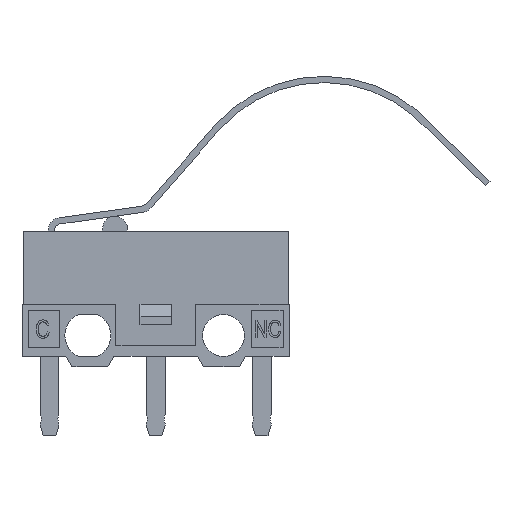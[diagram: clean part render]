
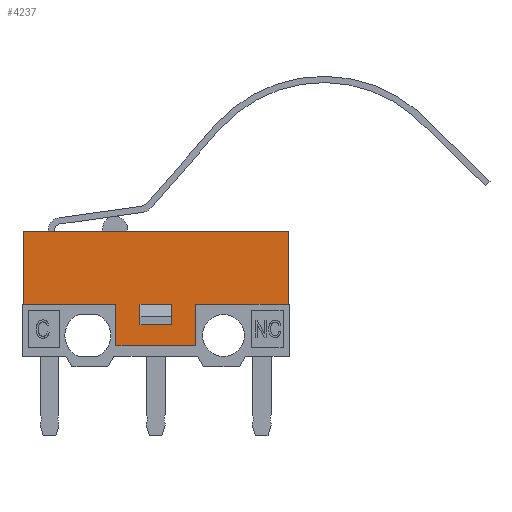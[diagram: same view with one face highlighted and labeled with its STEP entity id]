
A CAD part, front view. The second image highlights one B-rep face of the part: STEP entity #4237.
In plain terms, the highlighted planar face has unit normal (0, -1, 0).
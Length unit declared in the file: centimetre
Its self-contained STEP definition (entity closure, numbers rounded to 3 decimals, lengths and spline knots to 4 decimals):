
#87=FACE_BOUND('',#647,.T.);
#406=FACE_OUTER_BOUND('',#646,.T.);
#646=EDGE_LOOP('',(#3778,#3779,#3780,#3781,#3782,#3783,#3784,#3785));
#647=EDGE_LOOP('',(#3786,#3787,#3788,#3789,#3790,#3791));
#854=LINE('',#6022,#1357);
#865=LINE('',#6046,#1368);
#869=LINE('',#6054,#1372);
#872=LINE('',#6060,#1375);
#875=LINE('',#6066,#1378);
#882=LINE('',#6080,#1385);
#987=LINE('',#6584,#1490);
#991=LINE('',#6591,#1494);
#1053=LINE('',#6727,#1556);
#1071=LINE('',#6759,#1574);
#1140=LINE('',#6957,#1643);
#1152=LINE('',#6982,#1655);
#1156=LINE('',#6990,#1659);
#1157=LINE('',#6992,#1660);
#1357=VECTOR('',#4933,1.);
#1368=VECTOR('',#4950,1.);
#1372=VECTOR('',#4956,1.);
#1375=VECTOR('',#4961,1.);
#1378=VECTOR('',#4966,1.);
#1385=VECTOR('',#4975,1.);
#1490=VECTOR('',#5154,1.);
#1494=VECTOR('',#5160,1.);
#1556=VECTOR('',#5286,1.);
#1574=VECTOR('',#5316,1.);
#1643=VECTOR('',#5515,1.);
#1655=VECTOR('',#5545,1.);
#1659=VECTOR('',#5553,1.);
#1660=VECTOR('',#5556,1.);
#1816=VERTEX_POINT('',#6020);
#1817=VERTEX_POINT('',#6021);
#1826=VERTEX_POINT('',#6044);
#1827=VERTEX_POINT('',#6045);
#1830=VERTEX_POINT('',#6053);
#1832=VERTEX_POINT('',#6059);
#1834=VERTEX_POINT('',#6065);
#1840=VERTEX_POINT('',#6079);
#1929=VERTEX_POINT('',#6582);
#1930=VERTEX_POINT('',#6583);
#1974=VERTEX_POINT('',#6725);
#1982=VERTEX_POINT('',#6757);
#2049=VERTEX_POINT('',#6978);
#2052=VERTEX_POINT('',#6988);
#2280=EDGE_CURVE('',#1816,#1817,#854,.T.);
#2291=EDGE_CURVE('',#1826,#1827,#865,.T.);
#2295=EDGE_CURVE('',#1830,#1827,#869,.T.);
#2298=EDGE_CURVE('',#1832,#1830,#872,.T.);
#2301=EDGE_CURVE('',#1834,#1832,#875,.T.);
#2308=EDGE_CURVE('',#1826,#1840,#882,.T.);
#2445=EDGE_CURVE('',#1929,#1930,#987,.T.);
#2449=EDGE_CURVE('',#1817,#1929,#991,.T.);
#2517=EDGE_CURVE('',#1930,#1974,#1053,.T.);
#2535=EDGE_CURVE('',#1974,#1982,#1071,.T.);
#2632=EDGE_CURVE('',#1982,#1816,#1140,.T.);
#2644=EDGE_CURVE('',#1834,#2049,#1152,.T.);
#2648=EDGE_CURVE('',#1840,#2052,#1156,.T.);
#2649=EDGE_CURVE('',#2052,#2049,#1157,.T.);
#3778=ORIENTED_EDGE('',*,*,#2649,.T.);
#3779=ORIENTED_EDGE('',*,*,#2644,.F.);
#3780=ORIENTED_EDGE('',*,*,#2301,.T.);
#3781=ORIENTED_EDGE('',*,*,#2298,.T.);
#3782=ORIENTED_EDGE('',*,*,#2295,.T.);
#3783=ORIENTED_EDGE('',*,*,#2291,.F.);
#3784=ORIENTED_EDGE('',*,*,#2308,.T.);
#3785=ORIENTED_EDGE('',*,*,#2648,.T.);
#3786=ORIENTED_EDGE('',*,*,#2445,.T.);
#3787=ORIENTED_EDGE('',*,*,#2517,.T.);
#3788=ORIENTED_EDGE('',*,*,#2535,.T.);
#3789=ORIENTED_EDGE('',*,*,#2632,.T.);
#3790=ORIENTED_EDGE('',*,*,#2280,.T.);
#3791=ORIENTED_EDGE('',*,*,#2449,.T.);
#4016=PLANE('',#4518);
#4237=ADVANCED_FACE('',(#406,#87),#4016,.T.);
#4518=AXIS2_PLACEMENT_3D('',#6991,#5554,#5555);
#4933=DIRECTION('',(0.,0.,-1.));
#4950=DIRECTION('',(0.,0.,-1.));
#4956=DIRECTION('',(1.,0.,0.));
#4961=DIRECTION('',(0.,0.,-1.));
#4966=DIRECTION('',(1.,0.,0.));
#4975=DIRECTION('',(1.,0.,0.));
#5154=DIRECTION('',(0.,0.,1.));
#5160=DIRECTION('',(-1.,0.,0.));
#5286=DIRECTION('',(0.,0.,1.));
#5316=DIRECTION('',(1.,0.,0.));
#5515=DIRECTION('',(0.,0.,-1.));
#5545=DIRECTION('',(0.,0.,1.));
#5553=DIRECTION('',(0.,0.,1.));
#5554=DIRECTION('center_axis',(0.,-1.,0.));
#5555=DIRECTION('ref_axis',(0.,0.,-1.));
#5556=DIRECTION('',(-1.,0.,0.));
#6020=CARTESIAN_POINT('',(0.075,-0.285,-0.054));
#6021=CARTESIAN_POINT('',(0.075,-0.285,-0.1));
#6022=CARTESIAN_POINT('',(0.075,-0.285,-0.05));
#6044=CARTESIAN_POINT('',(0.19,-0.285,0.));
#6045=CARTESIAN_POINT('',(0.19,-0.285,-0.2));
#6046=CARTESIAN_POINT('',(0.19,-0.285,0.));
#6053=CARTESIAN_POINT('',(-0.19,-0.285,-0.2));
#6054=CARTESIAN_POINT('',(0.19,-0.285,-0.2));
#6059=CARTESIAN_POINT('',(-0.19,-0.285,0.));
#6060=CARTESIAN_POINT('',(-0.19,-0.285,0.));
#6065=CARTESIAN_POINT('',(-0.635,-0.285,0.));
#6066=CARTESIAN_POINT('',(-0.635,-0.285,0.));
#6079=CARTESIAN_POINT('',(0.635,-0.285,0.));
#6080=CARTESIAN_POINT('',(-0.635,-0.285,0.));
#6582=CARTESIAN_POINT('',(-0.075,-0.285,-0.1));
#6583=CARTESIAN_POINT('',(-0.075,-0.285,-0.054));
#6584=CARTESIAN_POINT('',(-0.075,-0.285,0.));
#6591=CARTESIAN_POINT('',(0.28,-0.285,-0.1));
#6725=CARTESIAN_POINT('',(-0.075,-0.285,0.));
#6727=CARTESIAN_POINT('',(-0.075,-0.285,0.));
#6757=CARTESIAN_POINT('',(0.075,-0.285,0.));
#6759=CARTESIAN_POINT('',(0.355,-0.285,0.));
#6957=CARTESIAN_POINT('',(0.075,-0.285,-0.05));
#6978=CARTESIAN_POINT('',(-0.635,-0.285,0.35));
#6982=CARTESIAN_POINT('',(-0.635,-0.285,0.));
#6988=CARTESIAN_POINT('',(0.635,-0.285,0.35));
#6990=CARTESIAN_POINT('',(0.635,-0.285,0.));
#6991=CARTESIAN_POINT('Origin',(0.635,-0.285,0.));
#6992=CARTESIAN_POINT('',(-0.635,-0.285,0.35));
